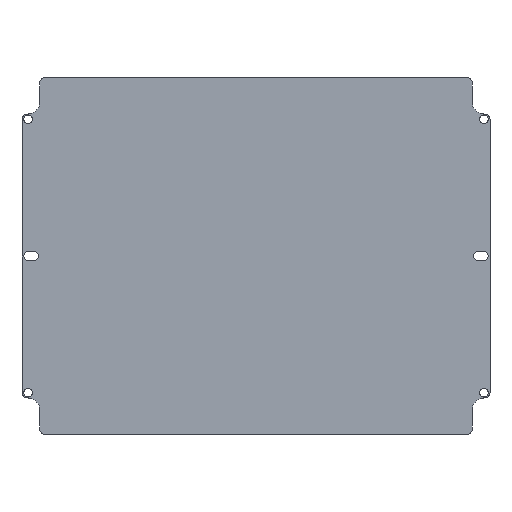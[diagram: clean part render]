
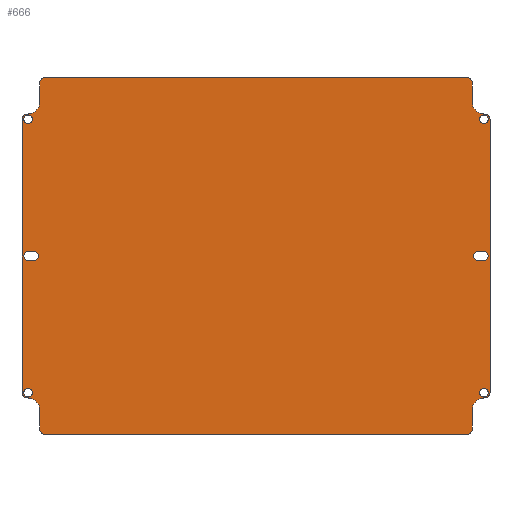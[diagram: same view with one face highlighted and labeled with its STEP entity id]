
A CAD part, top view. The second image highlights one B-rep face of the part: STEP entity #666.
In plain terms, the highlighted planar face has unit normal (0, 0, 1).
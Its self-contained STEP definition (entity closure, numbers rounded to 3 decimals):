
#25=FACE_BOUND('',#169,.T.);
#26=FACE_BOUND('',#170,.T.);
#27=FACE_BOUND('',#171,.T.);
#28=FACE_BOUND('',#172,.T.);
#29=FACE_BOUND('',#173,.T.);
#30=FACE_BOUND('',#174,.T.);
#31=CIRCLE('',#677,3.5);
#33=CIRCLE('',#681,3.5);
#35=CIRCLE('',#684,3.5);
#37=CIRCLE('',#688,3.5);
#40=CIRCLE('',#693,3.5);
#42=CIRCLE('',#696,3.5);
#44=CIRCLE('',#699,3.5);
#46=CIRCLE('',#702,3.5);
#59=CIRCLE('',#717,4.5);
#60=CIRCLE('',#720,10.);
#61=CIRCLE('',#722,4.5);
#62=CIRCLE('',#725,4.5);
#63=CIRCLE('',#727,10.);
#64=CIRCLE('',#730,4.5);
#65=CIRCLE('',#733,4.5);
#66=CIRCLE('',#736,10.);
#67=CIRCLE('',#738,4.5);
#68=CIRCLE('',#741,4.5);
#69=CIRCLE('',#743,10.);
#70=CIRCLE('',#746,4.5);
#124=FACE_OUTER_BOUND('',#168,.T.);
#168=EDGE_LOOP('',(#587,#588,#589,#590,#591,#592,#593,#594,#595,#596,#597,
#598,#599,#600,#601,#602,#603,#604,#605,#606));
#169=EDGE_LOOP('',(#607,#608,#609,#610));
#170=EDGE_LOOP('',(#611,#612,#613,#614));
#171=EDGE_LOOP('',(#615));
#172=EDGE_LOOP('',(#616));
#173=EDGE_LOOP('',(#617));
#174=EDGE_LOOP('',(#618));
#175=LINE('',#955,#227);
#180=LINE('',#969,#232);
#185=LINE('',#987,#237);
#189=LINE('',#998,#241);
#201=LINE('',#1069,#253);
#205=LINE('',#1081,#257);
#209=LINE('',#1093,#261);
#212=LINE('',#1101,#264);
#215=LINE('',#1109,#267);
#219=LINE('',#1121,#271);
#223=LINE('',#1133,#275);
#226=LINE('',#1140,#278);
#227=VECTOR('',#753,10.);
#232=VECTOR('',#766,10.);
#237=VECTOR('',#785,10.);
#241=VECTOR('',#797,10.);
#253=VECTOR('',#865,10.);
#257=VECTOR('',#879,10.);
#261=VECTOR('',#893,10.);
#264=VECTOR('',#902,10.);
#267=VECTOR('',#911,10.);
#271=VECTOR('',#925,10.);
#275=VECTOR('',#939,10.);
#278=VECTOR('',#948,10.);
#279=VERTEX_POINT('',#953);
#280=VERTEX_POINT('',#954);
#283=VERTEX_POINT('',#962);
#285=VERTEX_POINT('',#968);
#287=VERTEX_POINT('',#977);
#288=VERTEX_POINT('',#978);
#291=VERTEX_POINT('',#986);
#293=VERTEX_POINT('',#992);
#296=VERTEX_POINT('',#1003);
#298=VERTEX_POINT('',#1008);
#300=VERTEX_POINT('',#1013);
#302=VERTEX_POINT('',#1018);
#323=VERTEX_POINT('',#1062);
#324=VERTEX_POINT('',#1063);
#325=VERTEX_POINT('',#1068);
#326=VERTEX_POINT('',#1072);
#327=VERTEX_POINT('',#1076);
#328=VERTEX_POINT('',#1080);
#329=VERTEX_POINT('',#1084);
#330=VERTEX_POINT('',#1088);
#331=VERTEX_POINT('',#1092);
#332=VERTEX_POINT('',#1096);
#333=VERTEX_POINT('',#1100);
#334=VERTEX_POINT('',#1104);
#335=VERTEX_POINT('',#1108);
#336=VERTEX_POINT('',#1112);
#337=VERTEX_POINT('',#1116);
#338=VERTEX_POINT('',#1120);
#339=VERTEX_POINT('',#1124);
#340=VERTEX_POINT('',#1128);
#341=VERTEX_POINT('',#1132);
#342=VERTEX_POINT('',#1136);
#343=EDGE_CURVE('',#279,#280,#175,.T.);
#347=EDGE_CURVE('',#280,#283,#31,.T.);
#350=EDGE_CURVE('',#283,#285,#180,.T.);
#353=EDGE_CURVE('',#285,#279,#33,.T.);
#355=EDGE_CURVE('',#287,#288,#35,.T.);
#359=EDGE_CURVE('',#288,#291,#185,.T.);
#362=EDGE_CURVE('',#291,#293,#37,.T.);
#365=EDGE_CURVE('',#293,#287,#189,.T.);
#368=EDGE_CURVE('',#296,#296,#40,.T.);
#370=EDGE_CURVE('',#298,#298,#42,.T.);
#372=EDGE_CURVE('',#300,#300,#44,.T.);
#374=EDGE_CURVE('',#302,#302,#46,.T.);
#395=EDGE_CURVE('',#323,#324,#59,.T.);
#398=EDGE_CURVE('',#324,#325,#201,.T.);
#400=EDGE_CURVE('',#325,#326,#60,.T.);
#402=EDGE_CURVE('',#326,#327,#61,.T.);
#404=EDGE_CURVE('',#327,#328,#205,.T.);
#406=EDGE_CURVE('',#328,#329,#62,.T.);
#408=EDGE_CURVE('',#329,#330,#63,.T.);
#410=EDGE_CURVE('',#330,#331,#209,.T.);
#412=EDGE_CURVE('',#331,#332,#64,.T.);
#414=EDGE_CURVE('',#332,#333,#212,.T.);
#416=EDGE_CURVE('',#333,#334,#65,.T.);
#418=EDGE_CURVE('',#334,#335,#215,.T.);
#420=EDGE_CURVE('',#335,#336,#66,.T.);
#422=EDGE_CURVE('',#336,#337,#67,.T.);
#424=EDGE_CURVE('',#337,#338,#219,.T.);
#426=EDGE_CURVE('',#338,#339,#68,.T.);
#428=EDGE_CURVE('',#339,#340,#69,.T.);
#430=EDGE_CURVE('',#340,#341,#223,.T.);
#432=EDGE_CURVE('',#341,#342,#70,.T.);
#434=EDGE_CURVE('',#342,#323,#226,.T.);
#587=ORIENTED_EDGE('',*,*,#395,.F.);
#588=ORIENTED_EDGE('',*,*,#434,.F.);
#589=ORIENTED_EDGE('',*,*,#432,.F.);
#590=ORIENTED_EDGE('',*,*,#430,.F.);
#591=ORIENTED_EDGE('',*,*,#428,.F.);
#592=ORIENTED_EDGE('',*,*,#426,.F.);
#593=ORIENTED_EDGE('',*,*,#424,.F.);
#594=ORIENTED_EDGE('',*,*,#422,.F.);
#595=ORIENTED_EDGE('',*,*,#420,.F.);
#596=ORIENTED_EDGE('',*,*,#418,.F.);
#597=ORIENTED_EDGE('',*,*,#416,.F.);
#598=ORIENTED_EDGE('',*,*,#414,.F.);
#599=ORIENTED_EDGE('',*,*,#412,.F.);
#600=ORIENTED_EDGE('',*,*,#410,.F.);
#601=ORIENTED_EDGE('',*,*,#408,.F.);
#602=ORIENTED_EDGE('',*,*,#406,.F.);
#603=ORIENTED_EDGE('',*,*,#404,.F.);
#604=ORIENTED_EDGE('',*,*,#402,.F.);
#605=ORIENTED_EDGE('',*,*,#400,.F.);
#606=ORIENTED_EDGE('',*,*,#398,.F.);
#607=ORIENTED_EDGE('',*,*,#343,.T.);
#608=ORIENTED_EDGE('',*,*,#347,.T.);
#609=ORIENTED_EDGE('',*,*,#350,.T.);
#610=ORIENTED_EDGE('',*,*,#353,.T.);
#611=ORIENTED_EDGE('',*,*,#355,.T.);
#612=ORIENTED_EDGE('',*,*,#359,.T.);
#613=ORIENTED_EDGE('',*,*,#362,.T.);
#614=ORIENTED_EDGE('',*,*,#365,.T.);
#615=ORIENTED_EDGE('',*,*,#368,.T.);
#616=ORIENTED_EDGE('',*,*,#370,.T.);
#617=ORIENTED_EDGE('',*,*,#372,.T.);
#618=ORIENTED_EDGE('',*,*,#374,.T.);
#632=PLANE('',#748);
#666=ADVANCED_FACE('',(#124,#25,#26,#27,#28,#29,#30),#632,.T.);
#677=AXIS2_PLACEMENT_3D('',#963,#759,#760);
#681=AXIS2_PLACEMENT_3D('',#974,#771,#772);
#684=AXIS2_PLACEMENT_3D('',#979,#777,#778);
#688=AXIS2_PLACEMENT_3D('',#993,#790,#791);
#693=AXIS2_PLACEMENT_3D('',#1004,#803,#804);
#696=AXIS2_PLACEMENT_3D('',#1009,#809,#810);
#699=AXIS2_PLACEMENT_3D('',#1014,#815,#816);
#702=AXIS2_PLACEMENT_3D('',#1019,#821,#822);
#717=AXIS2_PLACEMENT_3D('',#1064,#859,#860);
#720=AXIS2_PLACEMENT_3D('',#1073,#869,#870);
#722=AXIS2_PLACEMENT_3D('',#1077,#874,#875);
#725=AXIS2_PLACEMENT_3D('',#1085,#883,#884);
#727=AXIS2_PLACEMENT_3D('',#1089,#888,#889);
#730=AXIS2_PLACEMENT_3D('',#1097,#897,#898);
#733=AXIS2_PLACEMENT_3D('',#1105,#906,#907);
#736=AXIS2_PLACEMENT_3D('',#1113,#915,#916);
#738=AXIS2_PLACEMENT_3D('',#1117,#920,#921);
#741=AXIS2_PLACEMENT_3D('',#1125,#929,#930);
#743=AXIS2_PLACEMENT_3D('',#1129,#934,#935);
#746=AXIS2_PLACEMENT_3D('',#1137,#943,#944);
#748=AXIS2_PLACEMENT_3D('',#1141,#949,#950);
#753=DIRECTION('',(-1.,0.,0.));
#759=DIRECTION('center_axis',(0.,0.,-1.));
#760=DIRECTION('ref_axis',(0.,1.,0.));
#766=DIRECTION('',(1.,0.,0.));
#771=DIRECTION('center_axis',(0.,0.,-1.));
#772=DIRECTION('ref_axis',(0.,-1.,0.));
#777=DIRECTION('center_axis',(0.,0.,-1.));
#778=DIRECTION('ref_axis',(0.,-1.,0.));
#785=DIRECTION('',(1.,0.,0.));
#790=DIRECTION('center_axis',(0.,0.,-1.));
#791=DIRECTION('ref_axis',(0.,1.,0.));
#797=DIRECTION('',(-1.,0.,0.));
#803=DIRECTION('center_axis',(0.,0.,-1.));
#804=DIRECTION('ref_axis',(-1.,0.,0.));
#809=DIRECTION('center_axis',(0.,0.,-1.));
#810=DIRECTION('ref_axis',(-1.,0.,0.));
#815=DIRECTION('center_axis',(0.,0.,-1.));
#816=DIRECTION('ref_axis',(-1.,0.,0.));
#821=DIRECTION('center_axis',(0.,0.,-1.));
#822=DIRECTION('ref_axis',(-1.,0.,0.));
#859=DIRECTION('center_axis',(0.,0.,-1.));
#860=DIRECTION('ref_axis',(-1.,0.,0.));
#865=DIRECTION('',(0.,-1.,0.));
#869=DIRECTION('center_axis',(0.,0.,1.));
#870=DIRECTION('ref_axis',(-1.,0.,0.));
#874=DIRECTION('center_axis',(0.,0.,-1.));
#875=DIRECTION('ref_axis',(-1.,0.,0.));
#879=DIRECTION('',(0.,-1.,0.));
#883=DIRECTION('center_axis',(0.,0.,-1.));
#884=DIRECTION('ref_axis',(0.,1.,0.));
#888=DIRECTION('center_axis',(0.,0.,1.));
#889=DIRECTION('ref_axis',(0.,1.,0.));
#893=DIRECTION('',(0.,-1.,0.));
#897=DIRECTION('center_axis',(0.,0.,-1.));
#898=DIRECTION('ref_axis',(0.,1.,0.));
#902=DIRECTION('',(-1.,0.,0.));
#906=DIRECTION('center_axis',(0.,0.,-1.));
#907=DIRECTION('ref_axis',(1.,0.,0.));
#911=DIRECTION('',(0.,1.,0.));
#915=DIRECTION('center_axis',(0.,0.,1.));
#916=DIRECTION('ref_axis',(1.,0.,0.));
#920=DIRECTION('center_axis',(0.,0.,-1.));
#921=DIRECTION('ref_axis',(1.,0.,0.));
#925=DIRECTION('',(0.,1.,0.));
#929=DIRECTION('center_axis',(0.,0.,-1.));
#930=DIRECTION('ref_axis',(0.,-1.,0.));
#934=DIRECTION('center_axis',(0.,0.,1.));
#935=DIRECTION('ref_axis',(0.,-1.,0.));
#939=DIRECTION('',(0.,1.,0.));
#943=DIRECTION('center_axis',(0.,0.,-1.));
#944=DIRECTION('ref_axis',(0.,-1.,0.));
#948=DIRECTION('',(1.,0.,0.));
#949=DIRECTION('center_axis',(0.,0.,1.));
#950=DIRECTION('ref_axis',(1.,0.,0.));
#953=CARTESIAN_POINT('',(-181.25,-3.5,0.75));
#954=CARTESIAN_POINT('',(-186.25,-3.5,0.75));
#955=CARTESIAN_POINT('',(-90.625,-3.5,0.75));
#962=CARTESIAN_POINT('',(-186.25,3.5,0.75));
#963=CARTESIAN_POINT('Origin',(-186.25,0.,0.75));
#968=CARTESIAN_POINT('',(-181.25,3.5,0.75));
#969=CARTESIAN_POINT('',(-93.125,3.5,0.75));
#974=CARTESIAN_POINT('Origin',(-181.25,0.,0.75));
#977=CARTESIAN_POINT('',(181.25,-3.5,0.75));
#978=CARTESIAN_POINT('',(181.25,3.5,0.75));
#979=CARTESIAN_POINT('Origin',(181.25,0.,0.75));
#986=CARTESIAN_POINT('',(186.25,3.5,0.75));
#987=CARTESIAN_POINT('',(90.625,3.5,0.75));
#992=CARTESIAN_POINT('',(186.25,-3.5,0.75));
#993=CARTESIAN_POINT('Origin',(186.25,0.,0.75));
#998=CARTESIAN_POINT('',(93.125,-3.5,0.75));
#1003=CARTESIAN_POINT('',(189.75,111.75,0.75));
#1004=CARTESIAN_POINT('Origin',(186.25,111.75,0.75));
#1008=CARTESIAN_POINT('',(189.75,-111.75,0.75));
#1009=CARTESIAN_POINT('Origin',(186.25,-111.75,0.75));
#1013=CARTESIAN_POINT('',(-182.75,-111.75,0.75));
#1014=CARTESIAN_POINT('Origin',(-186.25,-111.75,0.75));
#1018=CARTESIAN_POINT('',(-182.75,111.75,0.75));
#1019=CARTESIAN_POINT('Origin',(-186.25,111.75,0.75));
#1062=CARTESIAN_POINT('',(172.25,146.,0.75));
#1063=CARTESIAN_POINT('',(176.75,141.5,0.75));
#1064=CARTESIAN_POINT('Origin',(172.25,141.5,0.75));
#1068=CARTESIAN_POINT('',(176.75,126.,0.75));
#1069=CARTESIAN_POINT('',(176.75,141.5,0.75));
#1072=CARTESIAN_POINT('',(186.75,116.,0.75));
#1073=CARTESIAN_POINT('Origin',(186.75,126.,0.75));
#1076=CARTESIAN_POINT('',(191.25,111.5,0.75));
#1077=CARTESIAN_POINT('Origin',(186.75,111.5,0.75));
#1080=CARTESIAN_POINT('',(191.25,-111.5,0.75));
#1081=CARTESIAN_POINT('',(191.25,111.5,0.75));
#1084=CARTESIAN_POINT('',(186.75,-116.,0.75));
#1085=CARTESIAN_POINT('Origin',(186.75,-111.5,0.75));
#1088=CARTESIAN_POINT('',(176.75,-126.,0.75));
#1089=CARTESIAN_POINT('Origin',(186.75,-126.,0.75));
#1092=CARTESIAN_POINT('',(176.75,-141.5,0.75));
#1093=CARTESIAN_POINT('',(176.75,-126.,0.75));
#1096=CARTESIAN_POINT('',(172.25,-146.,0.75));
#1097=CARTESIAN_POINT('Origin',(172.25,-141.5,0.75));
#1100=CARTESIAN_POINT('',(-172.25,-146.,0.75));
#1101=CARTESIAN_POINT('',(172.25,-146.,0.75));
#1104=CARTESIAN_POINT('',(-176.75,-141.5,0.75));
#1105=CARTESIAN_POINT('Origin',(-172.25,-141.5,0.75));
#1108=CARTESIAN_POINT('',(-176.75,-126.,0.75));
#1109=CARTESIAN_POINT('',(-176.75,-141.5,0.75));
#1112=CARTESIAN_POINT('',(-186.75,-116.,0.75));
#1113=CARTESIAN_POINT('Origin',(-186.75,-126.,0.75));
#1116=CARTESIAN_POINT('',(-191.25,-111.5,0.75));
#1117=CARTESIAN_POINT('Origin',(-186.75,-111.5,0.75));
#1120=CARTESIAN_POINT('',(-191.25,111.5,0.75));
#1121=CARTESIAN_POINT('',(-191.25,-111.5,0.75));
#1124=CARTESIAN_POINT('',(-186.75,116.,0.75));
#1125=CARTESIAN_POINT('Origin',(-186.75,111.5,0.75));
#1128=CARTESIAN_POINT('',(-176.75,126.,0.75));
#1129=CARTESIAN_POINT('Origin',(-186.75,126.,0.75));
#1132=CARTESIAN_POINT('',(-176.75,141.5,0.75));
#1133=CARTESIAN_POINT('',(-176.75,126.,0.75));
#1136=CARTESIAN_POINT('',(-172.25,146.,0.75));
#1137=CARTESIAN_POINT('Origin',(-172.25,141.5,0.75));
#1140=CARTESIAN_POINT('',(-172.25,146.,0.75));
#1141=CARTESIAN_POINT('Origin',(0.,0.,
0.75));
